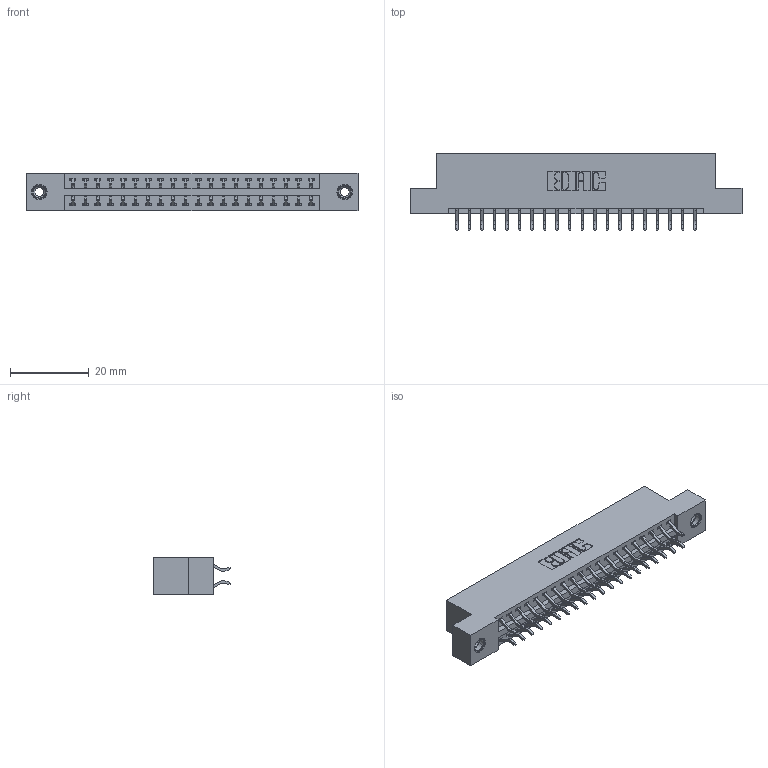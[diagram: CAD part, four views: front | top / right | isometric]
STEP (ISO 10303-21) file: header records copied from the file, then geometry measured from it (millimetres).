
FILE_DESCRIPTION (( 'STEP AP203' ), '1' );
FILE_NAME ('396-040-556-208.STEP', '2018-09-06T21:27:35', ( '' ), ( '' ), 'SwSTEP 2.0', 'SolidWorks 2016', '' );
FILE_SCHEMA (( 'CONFIG_CONTROL_DESIGN' ));
Length unit declared in the file: inch
Products named in the file (4): 346 Part_Flush Mounting Lugs - 0.156 Dia-TI; 345-292-001_556 Tail; 345-250-001_345-250-003-102; 396-040-556-208
Assembly tree (43 placements, depth 2):
  396-040-556-208
    346 Part_Flush Mounting Lugs - 0.156 Dia-TI
    345-292-001_556 Tail  x40
    345-250-001_345-250-003-102  x2
Bounding box: 84.07 x 19.57 x 9.4 mm (x, y, z)
Volume: 8019.3 mm3; surface area: 10660.1 mm2
Topology: 43 solids, 43 shells, 2502 faces, 7385 edges, 4862 vertices
Faces by surface type: plane 1668, cylinder 818, cone 12, torus 4
Entity records: 17420 total; most frequent: CARTESIAN_POINT 2899, ORIENTED_EDGE 2814, DIRECTION 2621, EDGE_CURVE 1407, LINE 1167, VECTOR 1167, VERTEX_POINT 932, AXIS2_PLACEMENT_3D 727
